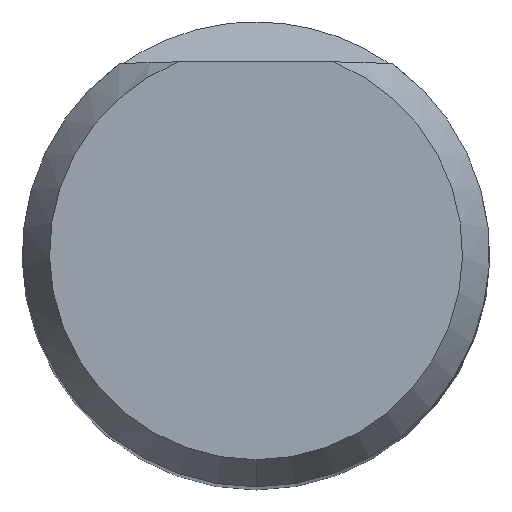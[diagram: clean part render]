
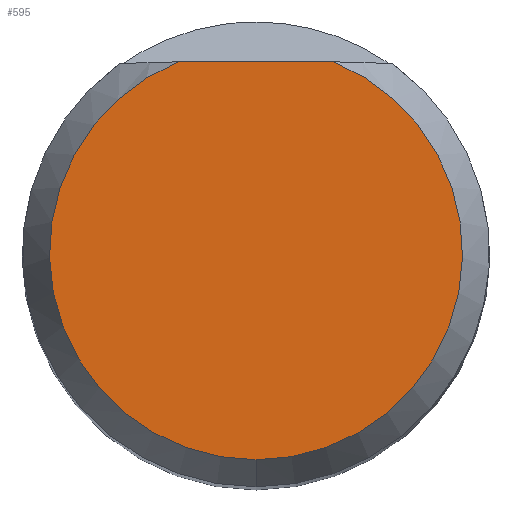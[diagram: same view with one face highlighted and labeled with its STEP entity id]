
A CAD part, top view. The second image highlights one B-rep face of the part: STEP entity #595.
In plain terms, the highlighted planar face has unit normal (0, 0, 1).
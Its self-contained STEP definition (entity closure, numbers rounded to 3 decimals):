
#431=EDGE_CURVE('',#577,#449,#1007,.T.);
#449=VERTEX_POINT('',#1026);
#541=VERTEX_POINT('',#1123);
#577=VERTEX_POINT('',#1163);
#595=ADVANCED_FACE('',(#1182),#1183,.T.);
#793=EDGE_CURVE('',#541,#449,#1403,.T.);
#839=EDGE_CURVE('',#577,#541,#1453,.T.);
#1007=LINE('',#4469,#4470);
#1026=CARTESIAN_POINT('',(-1.662,4.098,0.0));
#1123=CARTESIAN_POINT('',(0.,-4.423,0.0));
#1163=CARTESIAN_POINT('',(1.662,4.098,0.0));
#1182=FACE_OUTER_BOUND('',#5282,.T.);
#1183=PLANE('',#5283);
#1403=CIRCLE('',#8046,4.423);
#1453=CIRCLE('',#8533,4.423);
#4469=CARTESIAN_POINT('',(-2.5,4.098,0.));
#4470=VECTOR('',#8695,1.0);
#5282=EDGE_LOOP('',(#8877,#8878,#8879));
#5283=AXIS2_PLACEMENT_3D('',#8880,#8881,#8882);
#8046=AXIS2_PLACEMENT_3D('',#9111,#9112,#9113);
#8533=AXIS2_PLACEMENT_3D('',#9161,#9162,#9163);
#8695=DIRECTION('',(-1.0,0.0,0.0));
#8877=ORIENTED_EDGE('',*,*,#431,.T.);
#8878=ORIENTED_EDGE('',*,*,#793,.F.);
#8879=ORIENTED_EDGE('',*,*,#839,.F.);
#8880=CARTESIAN_POINT('',(0.0,2.211,0.0));
#8881=DIRECTION('',(-0.0,0.0,1.0));
#8882=DIRECTION('',(0.0,-1.0,0.0));
#9111=CARTESIAN_POINT('',(0.0,0.0,0.0));
#9112=DIRECTION('',(0.0,0.0,-1.0));
#9113=DIRECTION('',(0.0,1.0,0.0));
#9161=CARTESIAN_POINT('',(0.0,0.0,0.0));
#9162=DIRECTION('',(0.0,0.0,-1.0));
#9163=DIRECTION('',(0.0,1.0,0.0));
